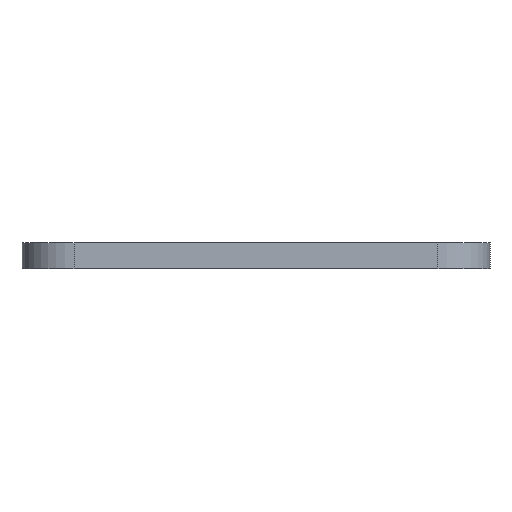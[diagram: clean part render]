
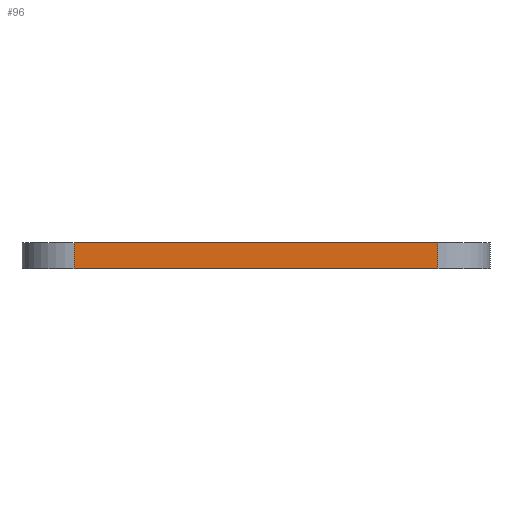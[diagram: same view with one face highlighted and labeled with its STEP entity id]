
A CAD part, left-side view. The second image highlights one B-rep face of the part: STEP entity #96.
In plain terms, the highlighted planar face has unit normal (-1, 0, 0).
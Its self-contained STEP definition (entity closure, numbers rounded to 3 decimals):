
#4 = DIRECTION ( 'NONE',  ( 1., 0., 0. ) ) ;
#8 = VECTOR ( 'NONE', #36, 1000. ) ;
#21 = EDGE_CURVE ( 'NONE', #512, #217, #531, .T. ) ;
#36 = DIRECTION ( 'NONE',  ( 0., -1., 0. ) ) ;
#50 = CARTESIAN_POINT ( 'NONE',  ( -60., 35., 5. ) ) ;
#65 = EDGE_CURVE ( 'NONE', #512, #640, #223, .T. ) ;
#75 = CARTESIAN_POINT ( 'NONE',  ( -60., -35., 5. ) ) ;
#93 = EDGE_CURVE ( 'NONE', #640, #630, #650, .T. ) ;
#96 = ADVANCED_FACE ( 'NONE', ( #267 ), #226, .F. ) ;
#148 = ORIENTED_EDGE ( 'NONE', *, *, #21, .T. ) ;
#193 = CARTESIAN_POINT ( 'NONE',  ( -60., -35., 0. ) ) ;
#217 = VERTEX_POINT ( 'NONE', #362 ) ;
#223 = LINE ( 'NONE', #281, #520 ) ;
#226 = PLANE ( 'NONE',  #415 ) ;
#267 = FACE_OUTER_BOUND ( 'NONE', #347, .T. ) ;
#281 = CARTESIAN_POINT ( 'NONE',  ( -60., 35., 5. ) ) ;
#326 = DIRECTION ( 'NONE',  ( 0., -1., 0. ) ) ;
#347 = EDGE_LOOP ( 'NONE', ( #663, #455, #448, #148 ) ) ;
#358 = LINE ( 'NONE', #672, #8 ) ;
#362 = CARTESIAN_POINT ( 'NONE',  ( -60., 35., 0. ) ) ;
#382 = CARTESIAN_POINT ( 'NONE',  ( -60., -35., 5. ) ) ;
#415 = AXIS2_PLACEMENT_3D ( 'NONE', #608, #4, #657 ) ;
#448 = ORIENTED_EDGE ( 'NONE', *, *, #65, .F. ) ;
#455 = ORIENTED_EDGE ( 'NONE', *, *, #93, .F. ) ;
#461 = VECTOR ( 'NONE', #538, 1000. ) ;
#512 = VERTEX_POINT ( 'NONE', #661 ) ;
#520 = VECTOR ( 'NONE', #326, 1000. ) ;
#530 = VECTOR ( 'NONE', #559, 1000. ) ;
#531 = LINE ( 'NONE', #50, #461 ) ;
#538 = DIRECTION ( 'NONE',  ( 0., 0., -1. ) ) ;
#559 = DIRECTION ( 'NONE',  ( 0., 0., -1. ) ) ;
#608 = CARTESIAN_POINT ( 'NONE',  ( -60., 35., 5. ) ) ;
#630 = VERTEX_POINT ( 'NONE', #193 ) ;
#640 = VERTEX_POINT ( 'NONE', #75 ) ;
#650 = LINE ( 'NONE', #382, #530 ) ;
#657 = DIRECTION ( 'NONE',  ( 0., 1., 0. ) ) ;
#661 = CARTESIAN_POINT ( 'NONE',  ( -60., 35., 5. ) ) ;
#663 = ORIENTED_EDGE ( 'NONE', *, *, #668, .T. ) ;
#668 = EDGE_CURVE ( 'NONE', #217, #630, #358, .T. ) ;
#672 = CARTESIAN_POINT ( 'NONE',  ( -60., 35., 0. ) ) ;
